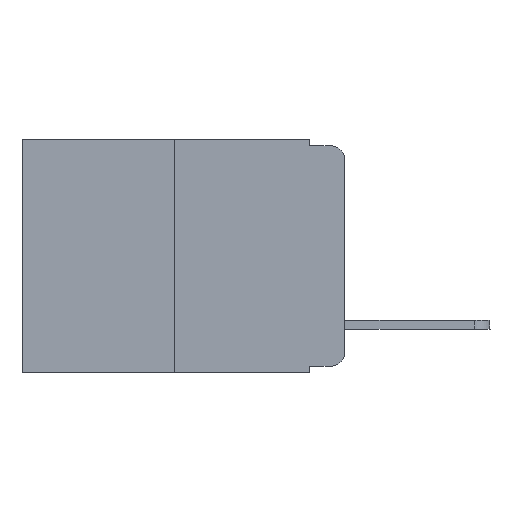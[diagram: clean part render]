
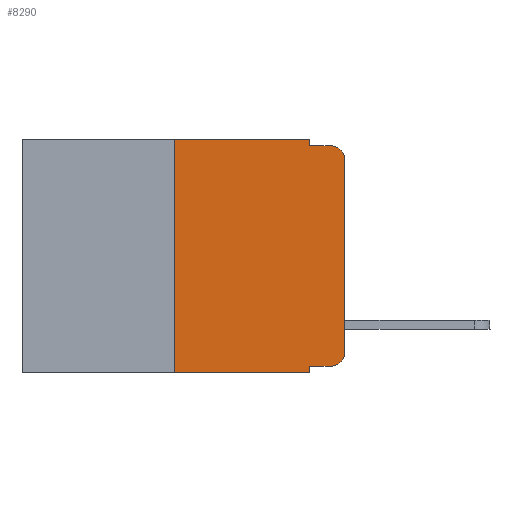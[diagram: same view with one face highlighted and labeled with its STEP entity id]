
A CAD part, left-side view. The second image highlights one B-rep face of the part: STEP entity #8290.
In plain terms, the highlighted planar face has unit normal (-1, 0, 0).
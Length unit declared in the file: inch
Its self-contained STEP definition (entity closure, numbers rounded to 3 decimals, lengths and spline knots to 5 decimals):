
#94 = DIRECTION ( 'NONE',  ( 0., 0., 1. ) ) ;
#246 = VERTEX_POINT ( 'NONE', #2891 ) ;
#300 = DIRECTION ( 'NONE',  ( 0., -1., 0. ) ) ;
#302 = EDGE_CURVE ( 'NONE', #8042, #2456, #955, .T. ) ;
#378 = DIRECTION ( 'NONE',  ( 0., 0., -1. ) ) ;
#389 = CARTESIAN_POINT ( 'NONE',  ( 0., 0.051, 0. ) ) ;
#435 = DIRECTION ( 'NONE',  ( 0., 0., -1. ) ) ;
#871 = DIRECTION ( 'NONE',  ( 0., -1., 0. ) ) ;
#955 = LINE ( 'NONE', #1091, #7352 ) ;
#1028 = DIRECTION ( 'NONE',  ( 0., 0., 1. ) ) ;
#1091 = CARTESIAN_POINT ( 'NONE',  ( 0., 0., 0. ) ) ;
#1131 = EDGE_CURVE ( 'NONE', #4691, #5076, #2533, .T. ) ;
#1284 = DIRECTION ( 'NONE',  ( 0., 0., -1. ) ) ;
#1454 = CIRCLE ( 'NONE', #2328, 0.02 ) ;
#1920 = EDGE_CURVE ( 'NONE', #2456, #5076, #3373, .T. ) ;
#1979 = DIRECTION ( 'NONE',  ( 0., 0., -1. ) ) ;
#2116 = EDGE_CURVE ( 'NONE', #7626, #10854, #4268, .T. ) ;
#2136 = CARTESIAN_POINT ( 'NONE',  ( 0., 0.051, -0.333 ) ) ;
#2195 = DIRECTION ( 'NONE',  ( -1., 0., 0. ) ) ;
#2223 = ORIENTED_EDGE ( 'NONE', *, *, #1131, .F. ) ;
#2324 = CARTESIAN_POINT ( 'NONE',  ( 0., 0.051, -0.01 ) ) ;
#2328 = AXIS2_PLACEMENT_3D ( 'NONE', #8809, #5818, #435 ) ;
#2456 = VERTEX_POINT ( 'NONE', #9858 ) ;
#2531 = CARTESIAN_POINT ( 'NONE',  ( 0., 0.02, -0.333 ) ) ;
#2533 = LINE ( 'NONE', #2324, #10173 ) ;
#2891 = CARTESIAN_POINT ( 'NONE',  ( 0., 0.25, 0. ) ) ;
#3161 = CARTESIAN_POINT ( 'NONE',  ( 0., 0.473, -0.343 ) ) ;
#3373 = CIRCLE ( 'NONE', #8086, 0.02 ) ;
#3696 = DIRECTION ( 'NONE',  ( 0., 0., -1. ) ) ;
#3718 = PLANE ( 'NONE',  #10619 ) ;
#4268 = LINE ( 'NONE', #2136, #8944 ) ;
#4383 = DIRECTION ( 'NONE',  ( 0., -1., 0. ) ) ;
#4667 = EDGE_CURVE ( 'NONE', #8071, #246, #6392, .T. ) ;
#4691 = VERTEX_POINT ( 'NONE', #10167 ) ;
#4708 = EDGE_CURVE ( 'NONE', #246, #10896, #5706, .T. ) ;
#4832 = ORIENTED_EDGE ( 'NONE', *, *, #12621, .T. ) ;
#4944 = CARTESIAN_POINT ( 'NONE',  ( 0., 0., -0.313 ) ) ;
#5030 = ORIENTED_EDGE ( 'NONE', *, *, #9595, .T. ) ;
#5076 = VERTEX_POINT ( 'NONE', #11787 ) ;
#5393 = ORIENTED_EDGE ( 'NONE', *, *, #302, .T. ) ;
#5706 = LINE ( 'NONE', #13358, #12167 ) ;
#5818 = DIRECTION ( 'NONE',  ( -1., 0., 0. ) ) ;
#5932 = EDGE_CURVE ( 'NONE', #10896, #4691, #11212, .T. ) ;
#6073 = EDGE_CURVE ( 'NONE', #7626, #9494, #6101, .T. ) ;
#6101 = LINE ( 'NONE', #7281, #7434 ) ;
#6392 = LINE ( 'NONE', #10665, #8274 ) ;
#6491 = CARTESIAN_POINT ( 'NONE',  ( 0., 0.051, -0.343 ) ) ;
#7281 = CARTESIAN_POINT ( 'NONE',  ( 0., 0.051, 0. ) ) ;
#7352 = VECTOR ( 'NONE', #94, 39.37008 ) ;
#7402 = CARTESIAN_POINT ( 'NONE',  ( 0., 0.051, -0.333 ) ) ;
#7434 = VECTOR ( 'NONE', #1979, 39.37008 ) ;
#7496 = CARTESIAN_POINT ( 'NONE',  ( 0., 0.02, -0.03 ) ) ;
#7626 = VERTEX_POINT ( 'NONE', #7402 ) ;
#7703 = EDGE_LOOP ( 'NONE', ( #5393, #12917, #2223, #11632, #11697, #8347, #4832, #9032, #11927, #5030 ) ) ;
#8042 = VERTEX_POINT ( 'NONE', #4944 ) ;
#8071 = VERTEX_POINT ( 'NONE', #13631 ) ;
#8086 = AXIS2_PLACEMENT_3D ( 'NONE', #7496, #2195, #378 ) ;
#8274 = VECTOR ( 'NONE', #1028, 39.37008 ) ;
#8290 = ADVANCED_FACE ( 'NONE', ( #13387 ), #3718, .F. ) ;
#8347 = ORIENTED_EDGE ( 'NONE', *, *, #4667, .F. ) ;
#8506 = LINE ( 'NONE', #3161, #12717 ) ;
#8809 = CARTESIAN_POINT ( 'NONE',  ( 0., 0.02, -0.313 ) ) ;
#8944 = VECTOR ( 'NONE', #871, 39.37008 ) ;
#9032 = ORIENTED_EDGE ( 'NONE', *, *, #6073, .F. ) ;
#9190 = DIRECTION ( 'NONE',  ( 1., 0., 0. ) ) ;
#9494 = VERTEX_POINT ( 'NONE', #6491 ) ;
#9595 = EDGE_CURVE ( 'NONE', #10854, #8042, #1454, .T. ) ;
#9858 = CARTESIAN_POINT ( 'NONE',  ( 0., 0., -0.03 ) ) ;
#10167 = CARTESIAN_POINT ( 'NONE',  ( 0., 0.051, -0.01 ) ) ;
#10173 = VECTOR ( 'NONE', #300, 39.37008 ) ;
#10238 = DIRECTION ( 'NONE',  ( 0., -1., 0. ) ) ;
#10619 = AXIS2_PLACEMENT_3D ( 'NONE', #13135, #9190, #1284 ) ;
#10665 = CARTESIAN_POINT ( 'NONE',  ( 0., 0.25, 0. ) ) ;
#10854 = VERTEX_POINT ( 'NONE', #2531 ) ;
#10896 = VERTEX_POINT ( 'NONE', #13336 ) ;
#11212 = LINE ( 'NONE', #389, #13986 ) ;
#11632 = ORIENTED_EDGE ( 'NONE', *, *, #5932, .F. ) ;
#11697 = ORIENTED_EDGE ( 'NONE', *, *, #4708, .F. ) ;
#11787 = CARTESIAN_POINT ( 'NONE',  ( 0., 0.02, -0.01 ) ) ;
#11927 = ORIENTED_EDGE ( 'NONE', *, *, #2116, .T. ) ;
#12167 = VECTOR ( 'NONE', #10238, 39.37008 ) ;
#12621 = EDGE_CURVE ( 'NONE', #8071, #9494, #8506, .T. ) ;
#12717 = VECTOR ( 'NONE', #4383, 39.37008 ) ;
#12917 = ORIENTED_EDGE ( 'NONE', *, *, #1920, .T. ) ;
#13135 = CARTESIAN_POINT ( 'NONE',  ( 0., 0.473, 0. ) ) ;
#13336 = CARTESIAN_POINT ( 'NONE',  ( 0., 0.051, 0. ) ) ;
#13358 = CARTESIAN_POINT ( 'NONE',  ( 0., 0.473, 0. ) ) ;
#13387 = FACE_OUTER_BOUND ( 'NONE', #7703, .T. ) ;
#13631 = CARTESIAN_POINT ( 'NONE',  ( 0., 0.25, -0.343 ) ) ;
#13986 = VECTOR ( 'NONE', #3696, 39.37008 ) ;
